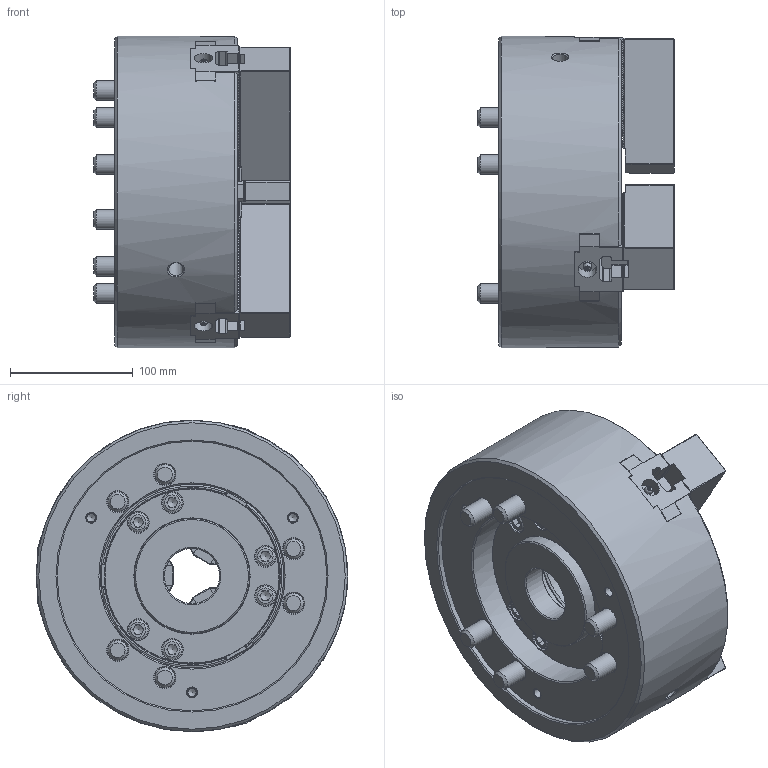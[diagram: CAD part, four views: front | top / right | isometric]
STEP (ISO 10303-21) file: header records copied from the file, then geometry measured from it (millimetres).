
FILE_DESCRIPTION(/* description */ ('Unknown'),/* implementation_level */ '2;1');
FILE_NAME(/* name */ 'B210 part',/* time_stamp */ '2017-01-31T09:53:52+00:00',/* author */ ('Unknown'),/* organization */ ('Unknown'),/* preprocessor_version */ 'ST-DEVELOPER v16',/* originating_system */ 'DEX',/* authorisation */ $);
FILE_SCHEMA (('AUTOMOTIVE_DESIGN {1 0 10303 214 3 1 1}'));
Products named in the file (1): B210
Bounding box: 160.2 x 254 x 254 mm (x, y, z)
Volume: 4569423 mm3; surface area: 529304.9 mm2
Topology: 1 solids, 24 shells, 3675 faces, 12836 edges, 7992 vertices
Faces by surface type: plane 3072, cylinder 282, cone 222, bspline 51, torus 42, sphere 6
Full cylindrical faces by diameter (mm): 1.5 x3, 1.9 x3, 3.8 x24, 4.917 x3, 5 x1, 5.188 x3, 6 x14, 6.6 x3, 6.917 x3, 8 x3, 8.376 x6, 10 x12, 10.5 x5, 11 x9, 12 x14, 13 x6, 14 x6, 15 x3, 16 x12, 17 x12, 18 x6, 19 x6, 24 x6, 25 x9, 45 x1, 75 x2, 79 x2, 80 x1, 81 x1, 86 x1
Entity records: 165915 total; most frequent: CARTESIAN_POINT 31014, ORIENTED_EDGE 24560, DIRECTION 20580, EDGE_CURVE 12280, LINE 10844, VECTOR 10844, VERTEX_POINT 7862, AXIS2_PLACEMENT_3D 4868
